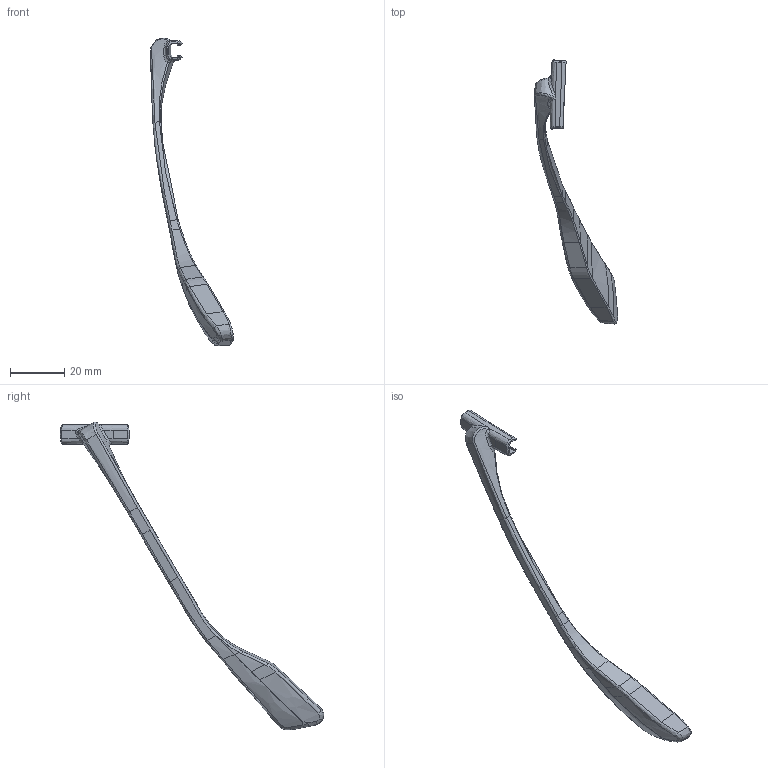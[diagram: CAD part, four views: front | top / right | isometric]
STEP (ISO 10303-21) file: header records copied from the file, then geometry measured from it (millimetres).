
FILE_DESCRIPTION(/* description */ (''),/* implementation_level */ '2;1');
FILE_NAME(/* name */ 'FUN''IKI_Glasses4',/* time_stamp */ '2015-12-29T23:42:27+09:00',/* author */ (''),/* organization */ (''),/* preprocessor_version */ 'ST-DEVELOPER v15',/* originating_system */ '',/* authorisation */ '');
FILE_SCHEMA (('CONFIG_CONTROL_DESIGN'));
Length unit declared in the file: millimetre
Products named in the file (1): Deco_Sample_Joe90
Bounding box: 30.7 x 97.39 x 113.77 mm (x, y, z)
Volume: 6859.6 mm3; surface area: 4237.7 mm2
Topology: 1 solids, 1 shells, 171 faces, 427 edges, 249 vertices
Faces by surface type: bspline 154, cylinder 8, sphere 8, plane 1
Entity records: 10512 total; most frequent: CARTESIAN_POINT 7939, ORIENTED_EDGE 836, EDGE_CURVE 418, B_SPLINE_CURVE_WITH_KNOTS 296, VERTEX_POINT 249, ADVANCED_FACE 171, EDGE_LOOP 171, FACE_OUTER_BOUND 171
